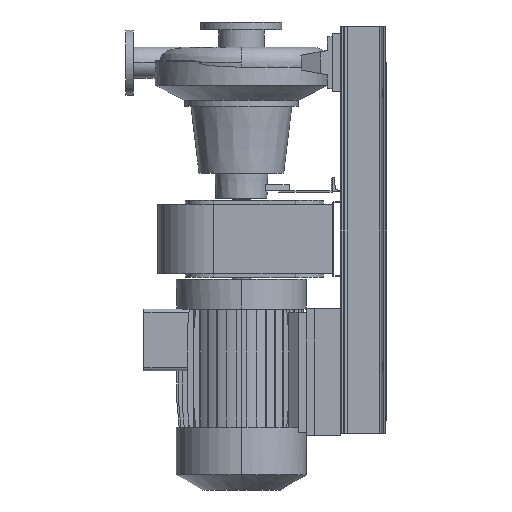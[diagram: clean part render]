
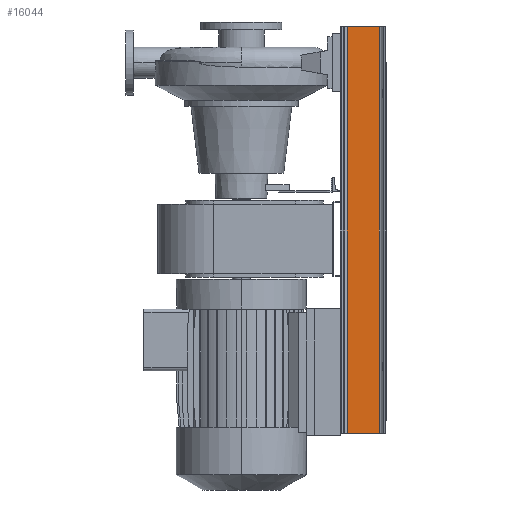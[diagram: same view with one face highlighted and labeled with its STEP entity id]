
A CAD part, left-side view. The second image highlights one B-rep face of the part: STEP entity #16044.
In plain terms, the highlighted face is planar.
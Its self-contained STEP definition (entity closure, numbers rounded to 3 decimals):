
#173 = EDGE_CURVE ( 'NONE', #9198, #18251, #4804, .T. ) ;
#486 = DIRECTION ( 'NONE',  ( 0., 1., 0. ) ) ;
#493 = CARTESIAN_POINT ( 'NONE',  ( 625., 118.922, -187. ) ) ;
#1594 = CARTESIAN_POINT ( 'NONE',  ( -625., 21.078, -187. ) ) ;
#3462 = FACE_OUTER_BOUND ( 'NONE', #4419, .T. ) ;
#3528 = EDGE_CURVE ( 'NONE', #18251, #8526, #22474, .T. ) ;
#4419 = EDGE_LOOP ( 'NONE', ( #9273, #15429, #4819, #8965 ) ) ;
#4801 = DIRECTION ( 'NONE',  ( 1., 0., 0. ) ) ;
#4804 = LINE ( 'NONE', #15411, #5318 ) ;
#4819 = ORIENTED_EDGE ( 'NONE', *, *, #19349, .F. ) ;
#4904 = CARTESIAN_POINT ( 'NONE',  ( 625., 118.922, -187. ) ) ;
#4971 = VECTOR ( 'NONE', #486, 1000. ) ;
#5318 = VECTOR ( 'NONE', #6381, 1000. ) ;
#6000 = DIRECTION ( 'NONE',  ( 0., 1., 0. ) ) ;
#6381 = DIRECTION ( 'NONE',  ( -1., 0., 0. ) ) ;
#8526 = VERTEX_POINT ( 'NONE', #20926 ) ;
#8965 = ORIENTED_EDGE ( 'NONE', *, *, #173, .T. ) ;
#9198 = VERTEX_POINT ( 'NONE', #23602 ) ;
#9273 = ORIENTED_EDGE ( 'NONE', *, *, #3528, .T. ) ;
#11336 = AXIS2_PLACEMENT_3D ( 'NONE', #4904, #12238, #4801 ) ;
#11545 = EDGE_CURVE ( 'NONE', #18891, #8526, #20935, .T. ) ;
#11762 = CARTESIAN_POINT ( 'NONE',  ( -625., 118.922, -187. ) ) ;
#12238 = DIRECTION ( 'NONE',  ( 0., 0., 1. ) ) ;
#13126 = VECTOR ( 'NONE', #13818, 1000. ) ;
#13818 = DIRECTION ( 'NONE',  ( -1., 0., 0. ) ) ;
#15411 = CARTESIAN_POINT ( 'NONE',  ( 625., 21.078, -187. ) ) ;
#15429 = ORIENTED_EDGE ( 'NONE', *, *, #11545, .F. ) ;
#16044 = ADVANCED_FACE ( 'NONE', ( #3462 ), #17905, .F. ) ;
#17434 = CARTESIAN_POINT ( 'NONE',  ( 625., 118.922, -187. ) ) ;
#17905 = PLANE ( 'NONE',  #11336 ) ;
#18251 = VERTEX_POINT ( 'NONE', #1594 ) ;
#18878 = LINE ( 'NONE', #22479, #19138 ) ;
#18891 = VERTEX_POINT ( 'NONE', #17434 ) ;
#19138 = VECTOR ( 'NONE', #6000, 1000. ) ;
#19349 = EDGE_CURVE ( 'NONE', #9198, #18891, #18878, .T. ) ;
#20926 = CARTESIAN_POINT ( 'NONE',  ( -625., 118.922, -187. ) ) ;
#20935 = LINE ( 'NONE', #493, #13126 ) ;
#22474 = LINE ( 'NONE', #11762, #4971 ) ;
#22479 = CARTESIAN_POINT ( 'NONE',  ( 625., 118.922, -187. ) ) ;
#23602 = CARTESIAN_POINT ( 'NONE',  ( 625., 21.078, -187. ) ) ;
